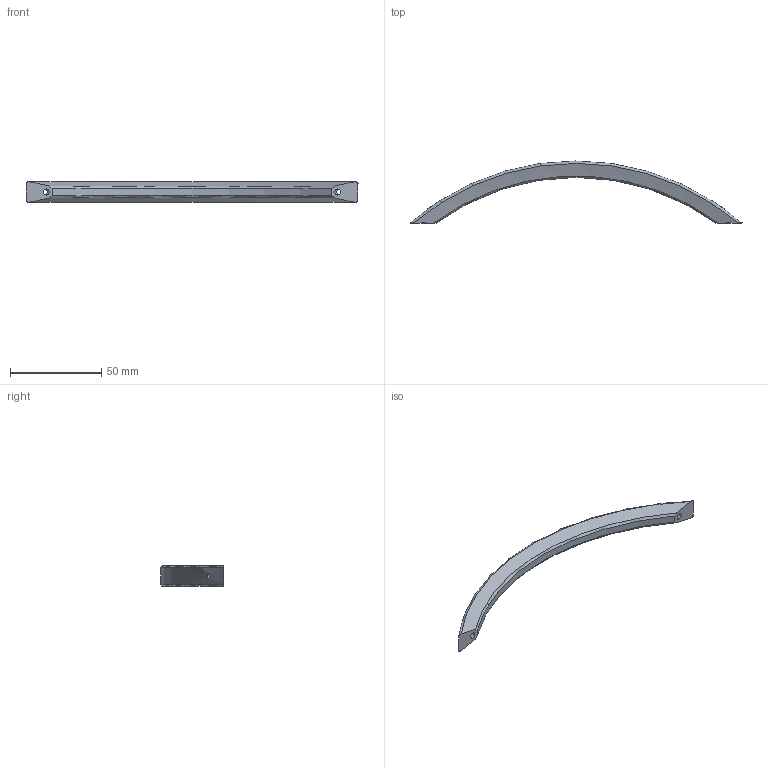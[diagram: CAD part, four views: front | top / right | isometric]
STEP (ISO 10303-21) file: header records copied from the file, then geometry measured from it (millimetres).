
FILE_DESCRIPTION (( 'STEP AP214' ), '1' );
FILE_NAME ('F002159,F002162,F002165,F002168_3D.step', '2022-06-10T07:01:31', ( '' ), ( '' ), 'SwSTEP 2.0', 'SolidWorks 2020', '' );
FILE_SCHEMA (( 'AUTOMOTIVE_DESIGN' ));
Length unit declared in the file: millimetre
Products named in the file (1): F002159,F002162,F002165,F002168_3D
Bounding box: 182 x 34 x 11.2 mm (x, y, z)
Volume: 14324.5 mm3; surface area: 6723.6 mm2
Topology: 1 solids, 1 shells, 20 faces, 50 edges, 32 vertices
Faces by surface type: cone 10, cylinder 6, torus 2, plane 2
Entity records: 806 total; most frequent: CARTESIAN_POINT 263, ORIENTED_EDGE 100, DIRECTION 90, EDGE_CURVE 50, AXIS2_PLACEMENT_3D 39, VERTEX_POINT 32, EDGE_LOOP 24, B_SPLINE_CURVE_WITH_KNOTS 20
